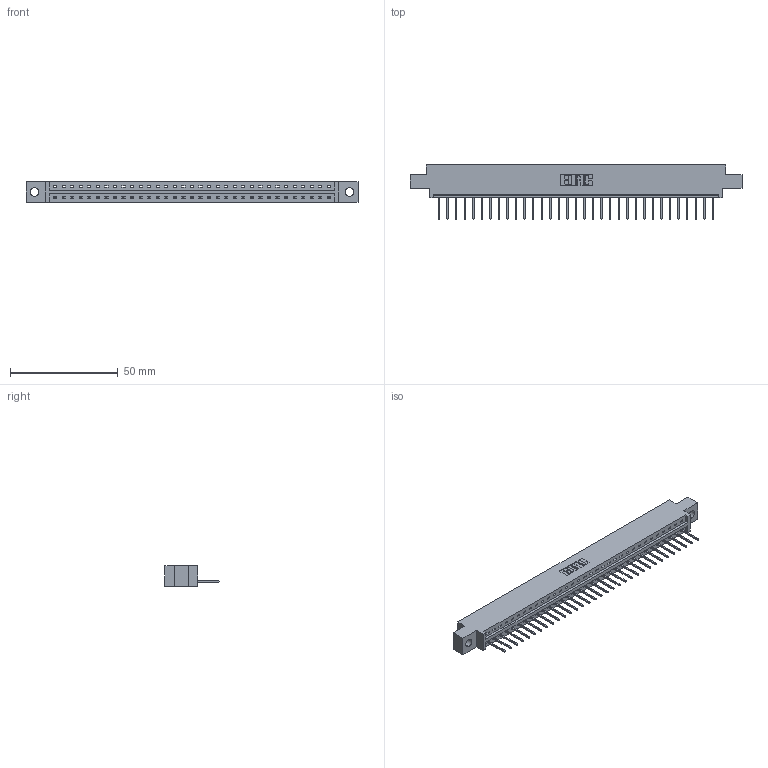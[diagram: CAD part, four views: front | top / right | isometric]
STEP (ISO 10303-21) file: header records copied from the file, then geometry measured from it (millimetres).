
FILE_DESCRIPTION (( 'STEP AP203' ), '1' );
FILE_NAME ('387-033-523-604.STEP', '2018-09-18T09:29:49', ( '' ), ( '' ), 'SwSTEP 2.0', 'SolidWorks 2016', '' );
FILE_SCHEMA (( 'CONFIG_CONTROL_DESIGN' ));
Length unit declared in the file: inch
Products named in the file (3): 337 Part_0.170 Offset - 0.156 Dia-TH; 345-292-001_345-293-123; 387-033-523-604
Assembly tree (34 placements, depth 2):
  387-033-523-604
    337 Part_0.170 Offset - 0.156 Dia-TH
    345-292-001_345-293-123  x33
Bounding box: 153.77 x 25.15 x 9.4 mm (x, y, z)
Volume: 15651.2 mm3; surface area: 16044.1 mm2
Topology: 34 solids, 34 shells, 2164 faces, 6527 edges, 4306 vertices
Faces by surface type: plane 1592, cylinder 572
Entity records: 25847 total; most frequent: CARTESIAN_POINT 4509, ORIENTED_EDGE 4478, DIRECTION 3813, EDGE_CURVE 2239, LINE 2111, VECTOR 2111, VERTEX_POINT 1490, AXIS2_PLACEMENT_3D 851
